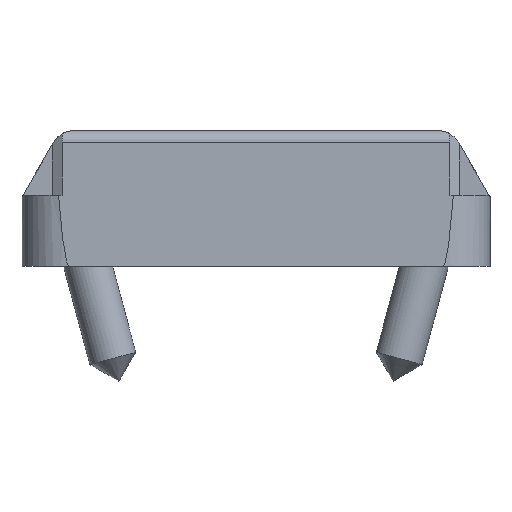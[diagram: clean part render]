
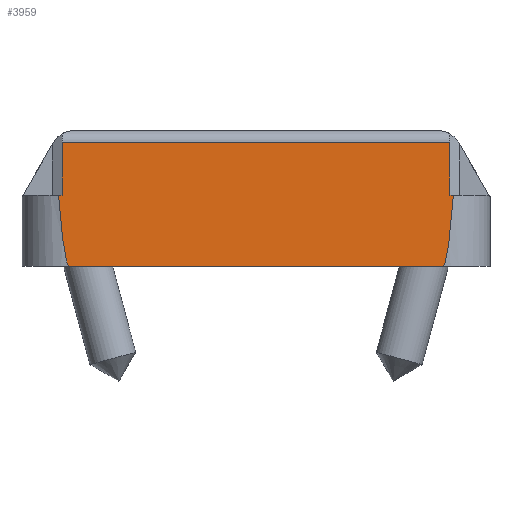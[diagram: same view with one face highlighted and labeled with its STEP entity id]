
A CAD part, left-side view. The second image highlights one B-rep face of the part: STEP entity #3959.
In plain terms, the highlighted planar face has unit normal (-1, 0, 0.018).
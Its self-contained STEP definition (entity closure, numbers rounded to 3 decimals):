
#117=ELLIPSE('',#4262,229.195,4.);
#126=ELLIPSE('',#4281,229.195,4.);
#222=LINE('',#6006,#616);
#256=LINE('',#6147,#650);
#313=LINE('',#6390,#707);
#314=LINE('',#6392,#708);
#315=LINE('',#6393,#709);
#316=LINE('',#6395,#710);
#616=VECTOR('',#4745,1000.);
#650=VECTOR('',#4835,1000.);
#707=VECTOR('',#5014,1000.);
#708=VECTOR('',#5015,1000.);
#709=VECTOR('',#5016,1000.);
#710=VECTOR('',#5017,1000.);
#1270=ORIENTED_EDGE('',*,*,#2418,.F.);
#1271=ORIENTED_EDGE('',*,*,#2419,.T.);
#1272=ORIENTED_EDGE('',*,*,#2306,.F.);
#1273=ORIENTED_EDGE('',*,*,#2420,.T.);
#1274=ORIENTED_EDGE('',*,*,#2421,.F.);
#1275=ORIENTED_EDGE('',*,*,#2399,.F.);
#1276=ORIENTED_EDGE('',*,*,#2244,.T.);
#1277=ORIENTED_EDGE('',*,*,#2376,.F.);
#2244=EDGE_CURVE('',#2832,#2833,#222,.T.);
#2306=EDGE_CURVE('',#2888,#2889,#256,.T.);
#2376=EDGE_CURVE('',#2952,#2833,#117,.T.);
#2399=EDGE_CURVE('',#2832,#2966,#126,.T.);
#2418=EDGE_CURVE('',#2978,#2952,#313,.T.);
#2419=EDGE_CURVE('',#2978,#2889,#314,.T.);
#2420=EDGE_CURVE('',#2888,#2979,#315,.T.);
#2421=EDGE_CURVE('',#2966,#2979,#316,.T.);
#2832=VERTEX_POINT('',#6007);
#2833=VERTEX_POINT('',#6008);
#2888=VERTEX_POINT('',#6146);
#2889=VERTEX_POINT('',#6148);
#2952=VERTEX_POINT('',#6286);
#2966=VERTEX_POINT('',#6340);
#2978=VERTEX_POINT('',#6391);
#2979=VERTEX_POINT('',#6394);
#3331=EDGE_LOOP('',(#1270,#1271,#1272,#1273,#1274,#1275,#1276,#1277));
#3579=FACE_BOUND('',#3331,.T.);
#3801=PLANE('',#4292);
#3959=ADVANCED_FACE('',(#3579),#3801,.F.);
#4262=AXIS2_PLACEMENT_3D('',#6287,#4937,#4938);
#4281=AXIS2_PLACEMENT_3D('',#6342,#4981,#4982);
#4292=AXIS2_PLACEMENT_3D('',#6389,#5012,#5013);
#4745=DIRECTION('',(0.,-1.,0.));
#4835=DIRECTION('',(0.,-1.,0.));
#4937=DIRECTION('',(1.,0.,-0.017));
#4938=DIRECTION('',(-0.017,0.,-1.));
#4981=DIRECTION('',(1.,0.,-0.017));
#4982=DIRECTION('',(-0.017,0.,-1.));
#5012=DIRECTION('',(1.,0.,-0.017));
#5013=DIRECTION('',(-0.017,0.,-1.));
#5014=DIRECTION('',(0.,-1.,0.));
#5015=DIRECTION('',(0.017,0.,1.));
#5016=DIRECTION('',(-0.017,0.,-1.));
#5017=DIRECTION('',(0.,-1.,0.));
#6006=CARTESIAN_POINT('',(-14.9,15.75,0.));
#6007=CARTESIAN_POINT('',(-14.9,15.75,0.));
#6008=CARTESIAN_POINT('',(-14.9,-15.75,0.));
#6146=CARTESIAN_POINT('',(-14.717,16.36,10.467));
#6147=CARTESIAN_POINT('',(-14.717,30.,10.467));
#6148=CARTESIAN_POINT('',(-14.717,-16.36,10.467));
#6286=CARTESIAN_POINT('',(-14.795,-16.659,6.));
#6287=CARTESIAN_POINT('',(-10.9,-15.75,229.16));
#6340=CARTESIAN_POINT('',(-14.795,16.659,6.));
#6342=CARTESIAN_POINT('',(-10.9,15.75,229.16));
#6389=CARTESIAN_POINT('',(-14.9,30.,0.));
#6390=CARTESIAN_POINT('',(-14.795,30.,6.));
#6391=CARTESIAN_POINT('',(-14.795,-16.36,6.));
#6392=CARTESIAN_POINT('',(-14.9,-16.36,0.));
#6393=CARTESIAN_POINT('',(-14.9,16.36,0.));
#6394=CARTESIAN_POINT('',(-14.795,16.36,6.));
#6395=CARTESIAN_POINT('',(-14.795,30.,6.));
